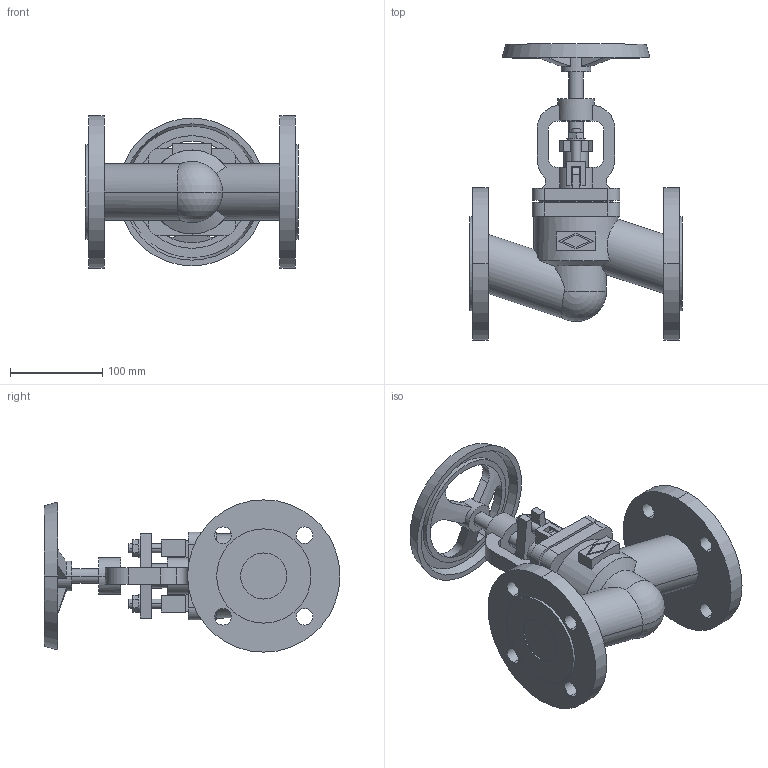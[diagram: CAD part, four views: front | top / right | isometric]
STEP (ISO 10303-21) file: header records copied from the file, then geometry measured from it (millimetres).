
FILE_DESCRIPTION(('OneSpaceDesigner STEP Export'),'2;1');
FILE_NAME('c000002057.stp','2005-12-02T11:07:29',(''),(''),'OneSpace Designer STEP processor for AP203 (Solid Model)','OneSpace Designer 13.20A 18-Aug-2005 (C) CoCreate Software GmbH','');
FILE_SCHEMA(('CONFIG_CONTROL_DESIGN'));
Length unit declared in the file: millimetre
Products named in the file (1): 1
Bounding box: 230 x 320.52 x 165 mm (x, y, z)
Volume: 2187775.1 mm3; surface area: 268177.1 mm2
Topology: 1 solids, 1 shells, 255 faces, 661 edges, 432 vertices
Faces by surface type: plane 128, cylinder 105, cone 20, sphere 2
Entity records: 7768 total; most frequent: CARTESIAN_POINT 1806, ORIENTED_EDGE 1318, DIRECTION 1099, EDGE_CURVE 659, VERTEX_POINT 432, VECTOR 371, LINE 371, AXIS2_PLACEMENT_3D 364
